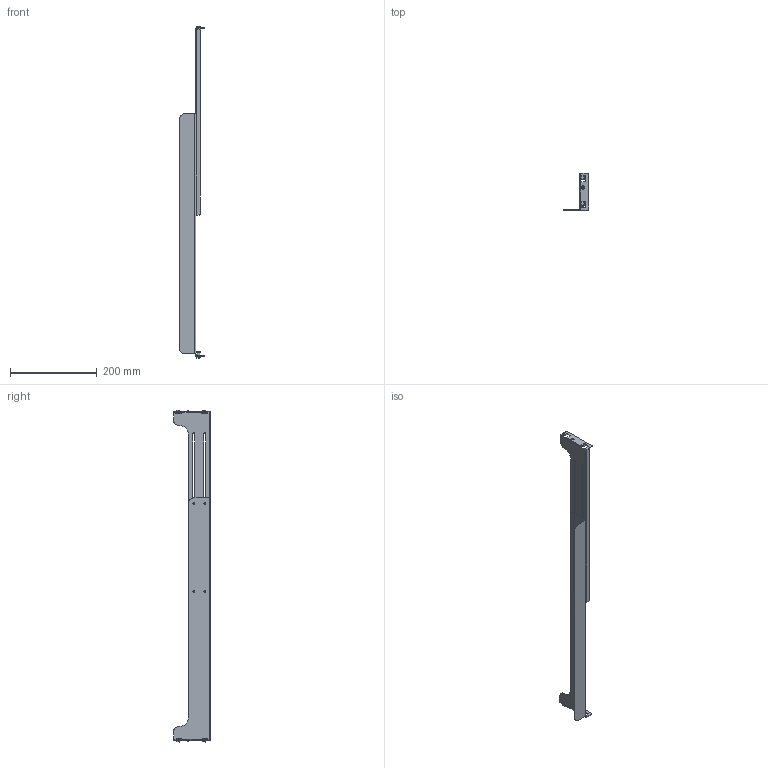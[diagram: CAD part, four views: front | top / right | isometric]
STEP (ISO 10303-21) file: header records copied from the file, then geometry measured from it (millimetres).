
FILE_DESCRIPTION (( 'STEP AP214' ), '1' );
FILE_NAME ('EVE25217-L, Rev C.STEP', '2015-07-30T00:21:35', ( '' ), ( '' ), 'SwSTEP 2.0', 'SolidWorks 2015', '' );
FILE_SCHEMA (( 'AUTOMOTIVE_DESIGN' ));
Length unit declared in the file: inch
Products named in the file (12): 90126A009; 90631A009_91581A325; Rail Rear L; EVE25217-L_2; Rail Front L; FHL-832-6ZI; Southco J-56-20; Southco-56-110-013_56-110-013.sldasm-Part-3; Southco-56-110-013_56-110-013.sldasm-Part-2; Southco-56-110-013_56-110-013.sldasm-Part-1; EVE25217-L_1; EVE25217-L, Rev C
Assembly tree (21 placements, depth 4):
  EVE25217-L, Rev C
    Rail Front L
      EVE25217-L_1
      Southco J-56-20
        Southco-56-110-013_56-110-013.sldasm-Part-1
        Southco-56-110-013_56-110-013.sldasm-Part-2
        Southco-56-110-013_56-110-013.sldasm-Part-3
      FHL-832-6ZI  x4
    Rail Rear L
      EVE25217-L_2
      Southco J-56-20
        Southco-56-110-013_56-110-013.sldasm-Part-1
        Southco-56-110-013_56-110-013.sldasm-Part-2
        Southco-56-110-013_56-110-013.sldasm-Part-3
    90631A009_91581A325  x4
    90126A009  x4
Bounding box: 58.62 x 85.09 x 765.8 mm (x, y, z)
Volume: 113394.9 mm3; surface area: 161790.6 mm2
Topology: 24 solids, 24 shells, 1410 faces, 3255 edges, 1943 vertices
Faces by surface type: plane 527, cylinder 302, cone 248, bspline 193, torus 88, sphere 52
Entity records: 33721 total; most frequent: CARTESIAN_POINT 10970, ORIENTED_EDGE 4180, DIRECTION 3830, EDGE_CURVE 2090, AXIS2_PLACEMENT_3D 1295, VERTEX_POINT 1275, LINE 1240, VECTOR 1240
